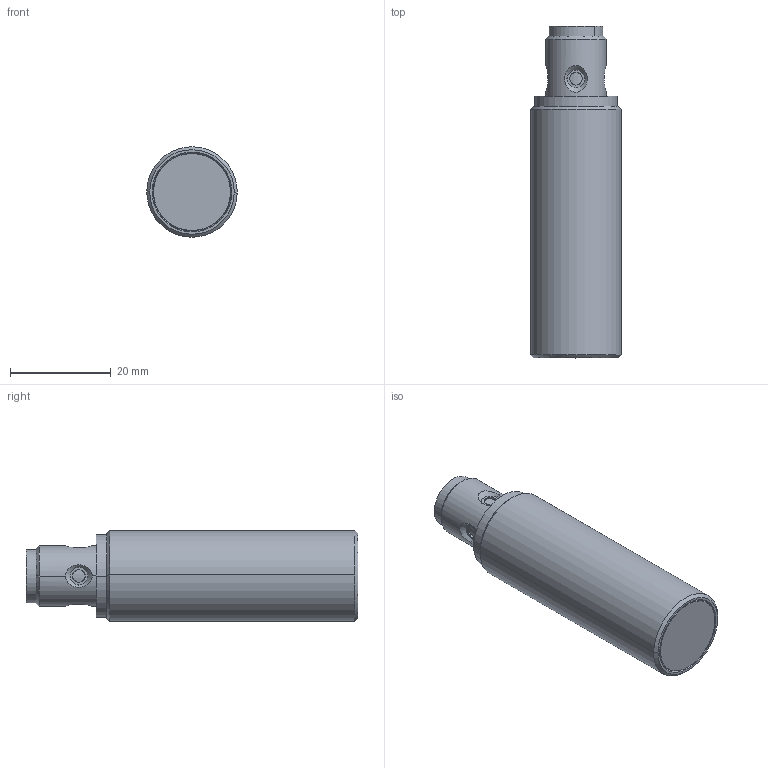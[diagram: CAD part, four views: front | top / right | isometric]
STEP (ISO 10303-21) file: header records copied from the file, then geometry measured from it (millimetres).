
FILE_DESCRIPTION((''),'2;1');
FILE_NAME('DM_CAD-6680_SW0001','2019-08-13T09:23:38',('creinig-se'),(''),'CREO PARAMETRIC BY PTC INC, 2018420','CREO PARAMETRIC BY PTC INC, 2018420','');
FILE_SCHEMA(('CONFIG_CONTROL_DESIGN','SHAPE_APPEARANCE_LAYERS_GROUPS'));
Length unit declared in the file: millimetre
Products named in the file (1): DM_CAD-6680_SW0001
Bounding box: 18 x 66 x 18 mm (x, y, z)
Volume: 13853.4 mm3; surface area: 5223.4 mm2
Topology: 1 solids, 2 shells, 155 faces, 466 edges, 378 vertices
Faces by surface type: cylinder 78, plane 55, cone 20, sphere 2
Entity records: 6860 total; most frequent: CARTESIAN_POINT 1268, DIRECTION 964, ORIENTED_EDGE 826, EDGE_CURVE 413, AXIS2_PLACEMENT_3D 368, VERTEX_POINT 276, VECTOR 228, LINE 228
